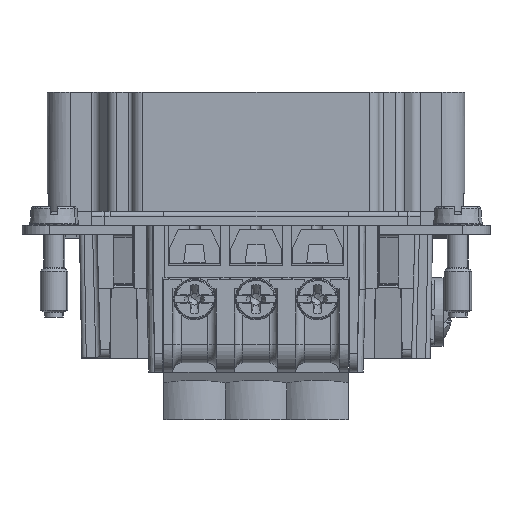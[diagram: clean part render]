
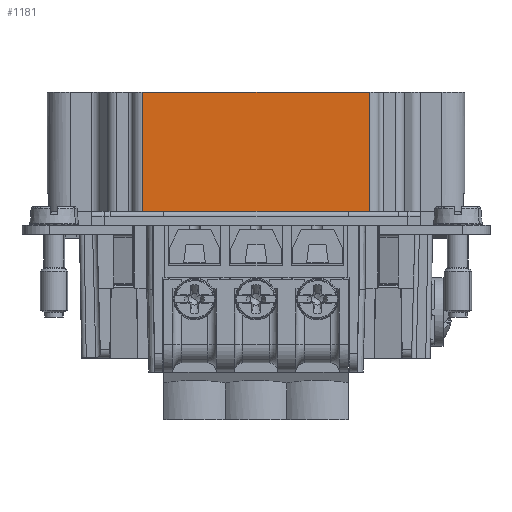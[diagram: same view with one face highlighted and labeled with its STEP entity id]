
A CAD part, left-side view. The second image highlights one B-rep face of the part: STEP entity #1181.
In plain terms, the highlighted planar face has unit normal (-1, 0, 0).
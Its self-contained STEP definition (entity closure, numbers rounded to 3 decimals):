
#1157=AXIS2_PLACEMENT_3D('Plane Axis2P3D',#1154,#1155,#1156) ;
#259=CARTESIAN_POINT('Vertex',(4.5,37.9,35.7)) ;
#262=CARTESIAN_POINT('Line Origine',(4.5,37.898,35.7)) ;
#266=CARTESIAN_POINT('Vertex',(4.5,37.897,35.7)) ;
#269=CARTESIAN_POINT('Line Origine',(4.5,37.61,35.7)) ;
#273=CARTESIAN_POINT('Vertex',(4.5,37.323,35.7)) ;
#276=CARTESIAN_POINT('Line Origine',(4.5,25.5,35.7)) ;
#280=CARTESIAN_POINT('Vertex',(4.5,13.677,35.7)) ;
#283=CARTESIAN_POINT('Line Origine',(4.5,13.39,35.7)) ;
#287=CARTESIAN_POINT('Vertex',(4.5,13.103,35.7)) ;
#290=CARTESIAN_POINT('Line Origine',(4.5,13.102,35.7)) ;
#294=CARTESIAN_POINT('Vertex',(4.5,13.1,35.7)) ;
#1135=CARTESIAN_POINT('Line Origine',(4.5,13.1,25.7)) ;
#1139=CARTESIAN_POINT('Vertex',(4.5,13.1,22.7)) ;
#1154=CARTESIAN_POINT('Axis2P3D Location',(4.5,37.897,22.7)) ;
#1159=CARTESIAN_POINT('Line Origine',(4.5,25.5,22.7)) ;
#1163=CARTESIAN_POINT('Vertex',(4.5,37.9,22.7)) ;
#1166=CARTESIAN_POINT('Line Origine',(4.5,37.9,29.2)) ;
#263=DIRECTION('Vector Direction',(0.,1.,0.)) ;
#270=DIRECTION('Vector Direction',(0.,-1.,0.)) ;
#277=DIRECTION('Vector Direction',(0.,-1.,0.)) ;
#284=DIRECTION('Vector Direction',(0.,-1.,0.)) ;
#291=DIRECTION('Vector Direction',(0.,1.,0.)) ;
#1136=DIRECTION('Vector Direction',(0.,0.,1.)) ;
#1155=DIRECTION('Axis2P3D Direction',(1.,0.,0.)) ;
#1156=DIRECTION('Axis2P3D XDirection',(0.,1.,0.)) ;
#1160=DIRECTION('Vector Direction',(0.,1.,0.)) ;
#1167=DIRECTION('Vector Direction',(0.,0.,-1.)) ;
#264=VECTOR('Line Direction',#263,1.) ;
#271=VECTOR('Line Direction',#270,1.) ;
#278=VECTOR('Line Direction',#277,1.) ;
#285=VECTOR('Line Direction',#284,1.) ;
#292=VECTOR('Line Direction',#291,1.) ;
#1137=VECTOR('Line Direction',#1136,1.) ;
#1161=VECTOR('Line Direction',#1160,1.) ;
#1168=VECTOR('Line Direction',#1167,1.) ;
#1172=ORIENTED_EDGE('',*,*,#1165,.F.) ;
#1173=ORIENTED_EDGE('',*,*,#1141,.F.) ;
#1174=ORIENTED_EDGE('',*,*,#296,.T.) ;
#1175=ORIENTED_EDGE('',*,*,#289,.T.) ;
#1176=ORIENTED_EDGE('',*,*,#282,.F.) ;
#1177=ORIENTED_EDGE('',*,*,#275,.T.) ;
#1178=ORIENTED_EDGE('',*,*,#268,.T.) ;
#1179=ORIENTED_EDGE('',*,*,#1170,.T.) ;
#1181=ADVANCED_FACE('Hauptk\X2\00F6\X0\rper',(#1180),#1158,.F.) ;
#268=EDGE_CURVE('',#267,#260,#265,.T.) ;
#275=EDGE_CURVE('',#274,#267,#272,.F.) ;
#282=EDGE_CURVE('',#274,#281,#279,.T.) ;
#289=EDGE_CURVE('',#288,#281,#286,.F.) ;
#296=EDGE_CURVE('',#295,#288,#293,.T.) ;
#1141=EDGE_CURVE('',#295,#1140,#1138,.F.) ;
#1165=EDGE_CURVE('',#1140,#1164,#1162,.T.) ;
#1170=EDGE_CURVE('',#260,#1164,#1169,.T.) ;
#1171=EDGE_LOOP('',(#1172,#1173,#1174,#1175,#1176,#1177,#1178,#1179)) ;
#1180=FACE_OUTER_BOUND('',#1171,.T.) ;
#265=LINE('Line',#262,#264) ;
#272=LINE('Line',#269,#271) ;
#279=LINE('Line',#276,#278) ;
#286=LINE('Line',#283,#285) ;
#293=LINE('Line',#290,#292) ;
#1138=LINE('Line',#1135,#1137) ;
#1162=LINE('Line',#1159,#1161) ;
#1169=LINE('Line',#1166,#1168) ;
#1158=PLANE('',#1157) ;
#260=VERTEX_POINT('',#259) ;
#267=VERTEX_POINT('',#266) ;
#274=VERTEX_POINT('',#273) ;
#281=VERTEX_POINT('',#280) ;
#288=VERTEX_POINT('',#287) ;
#295=VERTEX_POINT('',#294) ;
#1140=VERTEX_POINT('',#1139) ;
#1164=VERTEX_POINT('',#1163) ;
